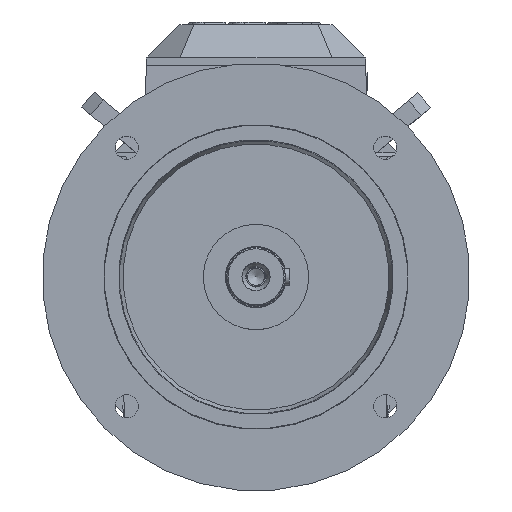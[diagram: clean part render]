
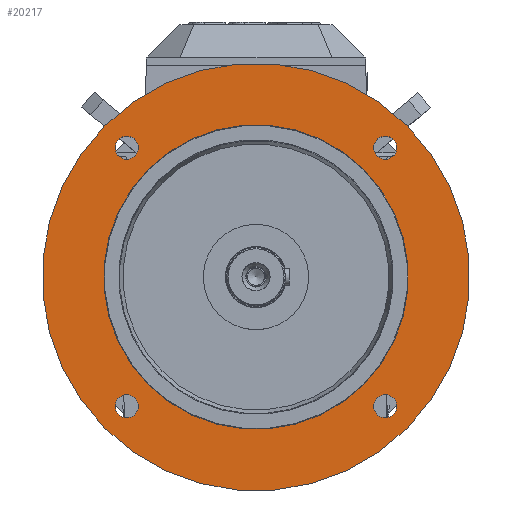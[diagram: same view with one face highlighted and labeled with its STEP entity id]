
A CAD part, top view. The second image highlights one B-rep face of the part: STEP entity #20217.
In plain terms, the highlighted planar face has unit normal (0, 0, 1).
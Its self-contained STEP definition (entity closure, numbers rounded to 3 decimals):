
#13254=FACE_BOUND('',#23476,.T.);
#13255=FACE_BOUND('',#23477,.T.);
#13256=FACE_BOUND('',#23478,.T.);
#13257=FACE_BOUND('',#23479,.T.);
#13258=FACE_BOUND('',#23480,.T.);
#13259=FACE_BOUND('',#23481,.T.);
#20217=ADVANCED_FACE('F2121',(#13254,#13255,#13256,#13257,#13258,#13259),
#21018,.T.);
#21018=PLANE('',#42384);
#23476=EDGE_LOOP('',(#29007));
#23477=EDGE_LOOP('',(#29008));
#23478=EDGE_LOOP('',(#29009));
#23479=EDGE_LOOP('',(#29010));
#23480=EDGE_LOOP('',(#29011));
#23481=EDGE_LOOP('',(#29012));
#29007=ORIENTED_EDGE('',*,*,#39818,.F.);
#29008=ORIENTED_EDGE('',*,*,#39819,.T.);
#29009=ORIENTED_EDGE('',*,*,#39816,.T.);
#29010=ORIENTED_EDGE('',*,*,#39813,.T.);
#29011=ORIENTED_EDGE('',*,*,#39811,.T.);
#29012=ORIENTED_EDGE('',*,*,#39808,.T.);
#34512=VERTEX_POINT('',#80541);
#34513=VERTEX_POINT('',#80545);
#34515=VERTEX_POINT('',#80551);
#34517=VERTEX_POINT('',#80557);
#34519=VERTEX_POINT('',#80563);
#34520=VERTEX_POINT('',#80565);
#39808=EDGE_CURVE('E2727',#34512,#34512,#40664,.T.);
#39811=EDGE_CURVE('E11',#34513,#34513,#40666,.T.);
#39813=EDGE_CURVE('E3838',#34515,#34515,#40667,.T.);
#39816=EDGE_CURVE('E3939',#34517,#34517,#40669,.T.);
#39818=EDGE_CURVE('E2525',#34519,#34519,#40671,.T.);
#39819=EDGE_CURVE('E4040',#34520,#34520,#40672,.T.);
#40664=CIRCLE('',#42371,125.);
#40666=CIRCLE('',#42374,9.5);
#40667=CIRCLE('',#42376,9.5);
#40669=CIRCLE('',#42379,9.5);
#40671=CIRCLE('',#42382,175.524);
#40672=CIRCLE('',#42383,9.5);
#42371=AXIS2_PLACEMENT_3D('',#80542,#48410,#48411);
#42374=AXIS2_PLACEMENT_3D('',#80548,#48417,#48418);
#42376=AXIS2_PLACEMENT_3D('',#80553,#48422,#48423);
#42379=AXIS2_PLACEMENT_3D('',#80559,#48429,#48430);
#42382=AXIS2_PLACEMENT_3D('',#80562,#48435,#48436);
#42383=AXIS2_PLACEMENT_3D('',#80564,#48437,#48438);
#42384=AXIS2_PLACEMENT_3D('',#80566,#48439,#48440);
#48410=DIRECTION('',(0.,0.,-1.));
#48411=DIRECTION('',(-1.,0.,0.));
#48417=DIRECTION('',(0.,0.,-1.));
#48418=DIRECTION('',(-1.,0.,0.));
#48422=DIRECTION('',(0.,0.,-1.));
#48423=DIRECTION('',(-1.,0.,0.));
#48429=DIRECTION('',(0.,0.,-1.));
#48430=DIRECTION('',(-1.,0.,0.));
#48435=DIRECTION('',(0.,0.,-1.));
#48436=DIRECTION('',(-1.,0.,0.));
#48437=DIRECTION('',(0.,0.,-1.));
#48438=DIRECTION('',(-1.,0.,0.));
#48439=DIRECTION('',(0.,0.,1.));
#48440=DIRECTION('',(1.,0.,0.));
#80541=CARTESIAN_POINT('',(88.388,88.388,79.));
#80542=CARTESIAN_POINT('',(0.,0.,79.));
#80545=CARTESIAN_POINT('',(115.566,106.066,79.));
#80548=CARTESIAN_POINT('',(106.066,106.066,79.));
#80551=CARTESIAN_POINT('',(-106.066,115.566,79.));
#80553=CARTESIAN_POINT('',(-106.066,106.066,79.));
#80557=CARTESIAN_POINT('',(-115.566,-106.066,79.));
#80559=CARTESIAN_POINT('',(-106.066,-106.066,79.));
#80562=CARTESIAN_POINT('',(0.,0.,79.));
#80563=CARTESIAN_POINT('',(124.114,124.114,79.));
#80564=CARTESIAN_POINT('',(106.066,-106.066,79.));
#80565=CARTESIAN_POINT('',(106.066,-115.566,79.));
#80566=CARTESIAN_POINT('',(-193.076,-193.076,79.));
